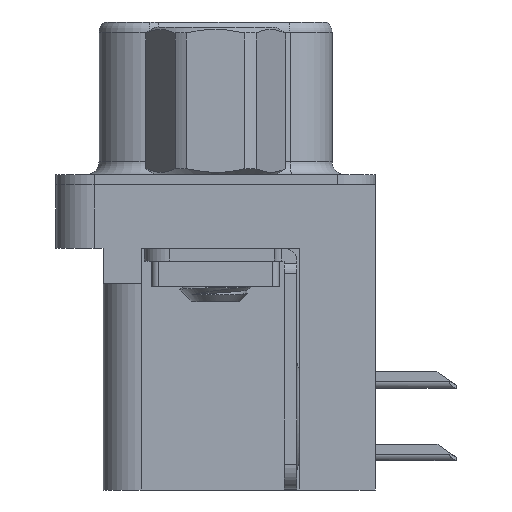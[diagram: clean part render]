
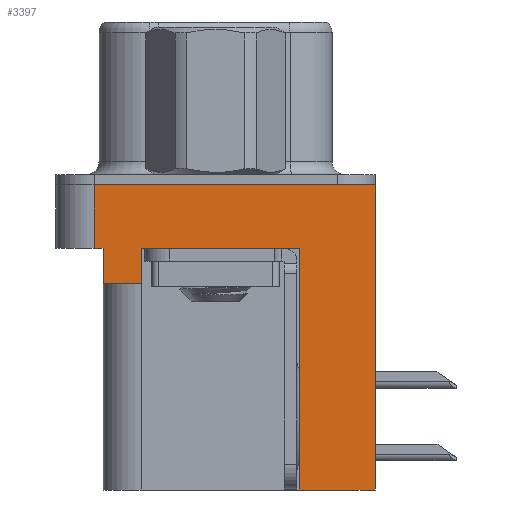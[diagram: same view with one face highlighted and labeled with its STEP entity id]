
A CAD part, left-side view. The second image highlights one B-rep face of the part: STEP entity #3397.
In plain terms, the highlighted planar face has unit normal (-1, 0, 0).
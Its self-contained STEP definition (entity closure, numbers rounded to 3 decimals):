
#706 = CARTESIAN_POINT ( 'NONE',  ( -2.91, -6.275, -12. ) ) ;
#857 = VECTOR ( 'NONE', #12994, 1000. ) ;
#956 = AXIS2_PLACEMENT_3D ( 'NONE', #1955, #19901, #9170 ) ;
#1037 = CARTESIAN_POINT ( 'NONE',  ( -2.91, -3.295, -12. ) ) ;
#1071 = VECTOR ( 'NONE', #16076, 1000. ) ;
#1542 = EDGE_CURVE ( 'NONE', #7340, #20420, #12880, .T. ) ;
#1707 = CARTESIAN_POINT ( 'NONE',  ( -2.91, 4.775, 0. ) ) ;
#1955 = CARTESIAN_POINT ( 'NONE',  ( -2.91, -6.275, -2.5 ) ) ;
#2062 = LINE ( 'NONE', #9986, #14155 ) ;
#2343 = VERTEX_POINT ( 'NONE', #4133 ) ;
#2588 = VECTOR ( 'NONE', #18919, 1000. ) ;
#2771 = CARTESIAN_POINT ( 'NONE',  ( -2.91, -6.275, -2.5 ) ) ;
#3397 = ADVANCED_FACE ( 'NONE', ( #7387 ), #7512, .T. ) ;
#4133 = CARTESIAN_POINT ( 'NONE',  ( -2.91, -3.295, -12. ) ) ;
#4212 = LINE ( 'NONE', #13144, #857 ) ;
#4257 = ORIENTED_EDGE ( 'NONE', *, *, #14644, .F. ) ;
#4537 = EDGE_CURVE ( 'NONE', #7340, #21694, #2062, .T. ) ;
#4807 = CARTESIAN_POINT ( 'NONE',  ( -2.91, -6.275, 0. ) ) ;
#4916 = ORIENTED_EDGE ( 'NONE', *, *, #4537, .F. ) ;
#4928 = CARTESIAN_POINT ( 'NONE',  ( -2.91, 4.425, -3.9 ) ) ;
#5168 = CARTESIAN_POINT ( 'NONE',  ( -2.91, -6.275, -2.5 ) ) ;
#5802 = VECTOR ( 'NONE', #20805, 1000. ) ;
#5957 = EDGE_CURVE ( 'NONE', #20420, #15115, #11855, .T. ) ;
#6257 = VERTEX_POINT ( 'NONE', #8958 ) ;
#6632 = VERTEX_POINT ( 'NONE', #1707 ) ;
#6697 = VERTEX_POINT ( 'NONE', #14349 ) ;
#6702 = VECTOR ( 'NONE', #20621, 1000. ) ;
#6947 = DIRECTION ( 'NONE',  ( 0., -1., 0. ) ) ;
#7166 = DIRECTION ( 'NONE',  ( 0., 0., 1. ) ) ;
#7340 = VERTEX_POINT ( 'NONE', #10703 ) ;
#7387 = FACE_OUTER_BOUND ( 'NONE', #21955, .T. ) ;
#7512 = PLANE ( 'NONE',  #956 ) ;
#7857 = EDGE_CURVE ( 'NONE', #6632, #6697, #10383, .T. ) ;
#8800 = VERTEX_POINT ( 'NONE', #11891 ) ;
#8958 = CARTESIAN_POINT ( 'NONE',  ( -2.91, 4.425, -2.5 ) ) ;
#8995 = EDGE_CURVE ( 'NONE', #8800, #6632, #23278, .T. ) ;
#9170 = DIRECTION ( 'NONE',  ( 0., 0., 1. ) ) ;
#9569 = ORIENTED_EDGE ( 'NONE', *, *, #16688, .T. ) ;
#9986 = CARTESIAN_POINT ( 'NONE',  ( -2.91, 4.425, -3.9 ) ) ;
#10383 = LINE ( 'NONE', #4807, #14050 ) ;
#10703 = CARTESIAN_POINT ( 'NONE',  ( -2.91, 2.895, -3.9 ) ) ;
#10976 = VERTEX_POINT ( 'NONE', #706 ) ;
#11855 = LINE ( 'NONE', #2771, #2588 ) ;
#11891 = CARTESIAN_POINT ( 'NONE',  ( -2.91, 4.775, -2.5 ) ) ;
#12226 = ORIENTED_EDGE ( 'NONE', *, *, #1542, .T. ) ;
#12597 = CARTESIAN_POINT ( 'NONE',  ( -2.91, 4.775, -2.5 ) ) ;
#12737 = CARTESIAN_POINT ( 'NONE',  ( -2.91, 2.895, -2.5 ) ) ;
#12880 = LINE ( 'NONE', #14251, #23010 ) ;
#12994 = DIRECTION ( 'NONE',  ( 0., 0., 1. ) ) ;
#13131 = EDGE_CURVE ( 'NONE', #21694, #6257, #20441, .T. ) ;
#13139 = EDGE_CURVE ( 'NONE', #2343, #15115, #15722, .T. ) ;
#13144 = CARTESIAN_POINT ( 'NONE',  ( -2.91, -6.275, -2.5 ) ) ;
#14050 = VECTOR ( 'NONE', #19216, 1000. ) ;
#14155 = VECTOR ( 'NONE', #15435, 1000. ) ;
#14251 = CARTESIAN_POINT ( 'NONE',  ( -2.91, 2.895, -3.9 ) ) ;
#14349 = CARTESIAN_POINT ( 'NONE',  ( -2.91, -6.275, 0. ) ) ;
#14589 = VECTOR ( 'NONE', #20308, 1000. ) ;
#14644 = EDGE_CURVE ( 'NONE', #10976, #2343, #20101, .T. ) ;
#14871 = ORIENTED_EDGE ( 'NONE', *, *, #8995, .F. ) ;
#15115 = VERTEX_POINT ( 'NONE', #19545 ) ;
#15252 = CARTESIAN_POINT ( 'NONE',  ( -2.91, 4.425, -3.9 ) ) ;
#15357 = ORIENTED_EDGE ( 'NONE', *, *, #5957, .T. ) ;
#15435 = DIRECTION ( 'NONE',  ( 0., 1., 0. ) ) ;
#15722 = LINE ( 'NONE', #17041, #14589 ) ;
#16076 = DIRECTION ( 'NONE',  ( 0., 0., 1. ) ) ;
#16688 = EDGE_CURVE ( 'NONE', #8800, #6257, #16991, .T. ) ;
#16991 = LINE ( 'NONE', #5168, #17564 ) ;
#17041 = CARTESIAN_POINT ( 'NONE',  ( -2.91, -3.295, -12. ) ) ;
#17215 = ORIENTED_EDGE ( 'NONE', *, *, #13131, .F. ) ;
#17564 = VECTOR ( 'NONE', #6947, 1000. ) ;
#17632 = ORIENTED_EDGE ( 'NONE', *, *, #7857, .F. ) ;
#18919 = DIRECTION ( 'NONE',  ( 0., -1., 0. ) ) ;
#19216 = DIRECTION ( 'NONE',  ( 0., -1., 0. ) ) ;
#19545 = CARTESIAN_POINT ( 'NONE',  ( -2.91, -3.295, -2.5 ) ) ;
#19869 = EDGE_CURVE ( 'NONE', #10976, #6697, #4212, .T. ) ;
#19901 = DIRECTION ( 'NONE',  ( -1., 0., 0. ) ) ;
#20101 = LINE ( 'NONE', #1037, #5802 ) ;
#20308 = DIRECTION ( 'NONE',  ( 0., 0., 1. ) ) ;
#20420 = VERTEX_POINT ( 'NONE', #12737 ) ;
#20441 = LINE ( 'NONE', #15252, #6702 ) ;
#20621 = DIRECTION ( 'NONE',  ( 0., 0., 1. ) ) ;
#20805 = DIRECTION ( 'NONE',  ( 0., 1., 0. ) ) ;
#21694 = VERTEX_POINT ( 'NONE', #4928 ) ;
#21878 = ORIENTED_EDGE ( 'NONE', *, *, #19869, .T. ) ;
#21933 = ORIENTED_EDGE ( 'NONE', *, *, #13139, .F. ) ;
#21955 = EDGE_LOOP ( 'NONE', ( #17632, #14871, #9569, #17215, #4916, #12226, #15357, #21933, #4257, #21878 ) ) ;
#23010 = VECTOR ( 'NONE', #7166, 1000. ) ;
#23278 = LINE ( 'NONE', #12597, #1071 ) ;
